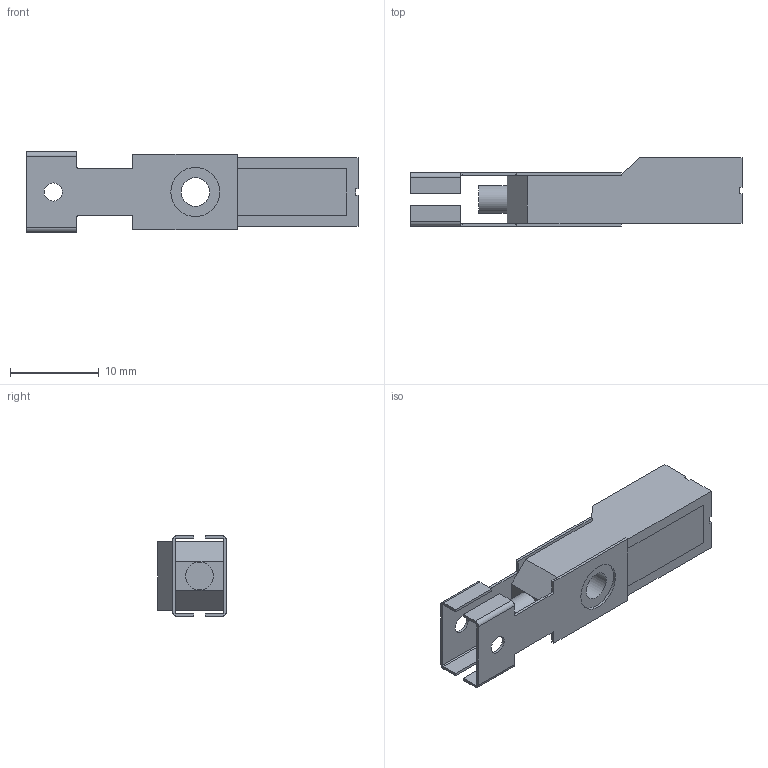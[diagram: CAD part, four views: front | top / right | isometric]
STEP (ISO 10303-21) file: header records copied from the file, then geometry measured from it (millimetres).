
FILE_DESCRIPTION (( 'STEP AP214' ), '1' );
FILE_NAME ('APS25-8S-E-D.STEP', '2018-05-15T11:06:41', ( '' ), ( '' ), 'SwSTEP 2.0', 'SolidWorks 2017', '' );
FILE_SCHEMA (( 'AUTOMOTIVE_DESIGN' ));
Length unit declared in the file: inch
Products named in the file (1): APS25-8S-E-D
Bounding box: 37.33 x 7.67 x 9.09 mm (x, y, z)
Volume: 956.2 mm3; surface area: 2332.9 mm2
Topology: 6 solids, 6 shells, 121 faces, 312 edges, 207 vertices
Faces by surface type: plane 90, cylinder 31
Full cylindrical faces by diameter (mm): 2.05 x2, 3.124 x1, 3.2 x1, 5.207 x2, 5.512 x2, 6.096 x1
Entity records: 3735 total; most frequent: CARTESIAN_POINT 632, DIRECTION 610, ORIENTED_EDGE 606, EDGE_CURVE 303, VECTOR 240, LINE 240, VERTEX_POINT 207, AXIS2_PLACEMENT_3D 185
